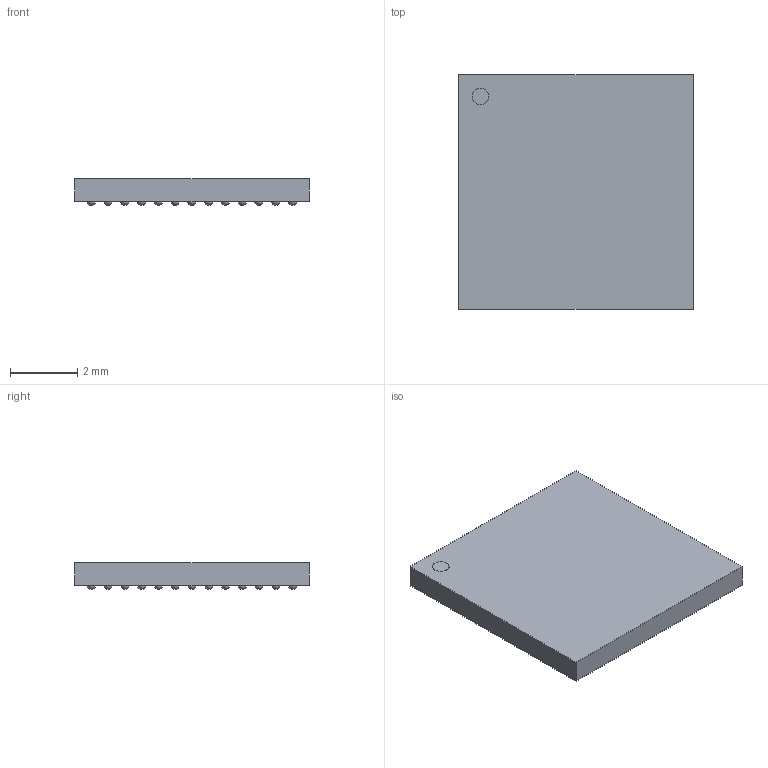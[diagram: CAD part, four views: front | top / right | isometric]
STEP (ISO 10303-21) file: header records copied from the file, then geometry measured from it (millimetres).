
FILE_DESCRIPTION(/* description */ (''),/* implementation_level */ '2;1');
FILE_NAME(/* name */ 'PG-WFBGA-124-1_002-38770_V00_3D.stp',/* time_stamp */ '2024-03-14T18:53:40+05:00',/* author */ ('sivamani'),/* organization */ (''),/* preprocessor_version */ 'ST-DEVELOPER v16.13',/* originating_system */ 'AutoCAD Mechanical',/* authorisation */ '');
FILE_SCHEMA (('AUTOMOTIVE_DESIGN { 1 0 10303 214 3 1 1 }'));
Length unit declared in the file: millimetre
Products named in the file (1): Product
Bounding box: 7 x 7 x 0.8 mm (x, y, z)
Volume: 34.2 mm3; surface area: 232.7 mm2
Topology: 128 solids, 128 shells, 270 faces, 535 edges, 398 vertices
Faces by surface type: plane 144, bspline 124, cylinder 2
Full cylindrical faces by diameter (mm): 0.5 x2
Entity records: 9125 total; most frequent: CARTESIAN_POINT 4550, DIRECTION 831, ORIENTED_EDGE 818, EDGE_CURVE 409, AXIS2_PLACEMENT_3D 399, VERTEX_POINT 398, EDGE_LOOP 273, FACE_OUTER_BOUND 270
